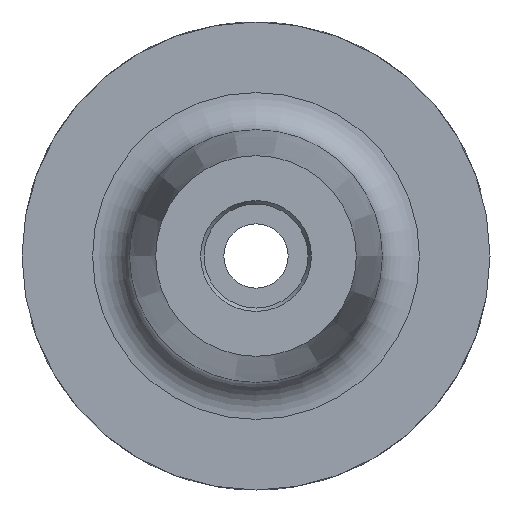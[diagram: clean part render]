
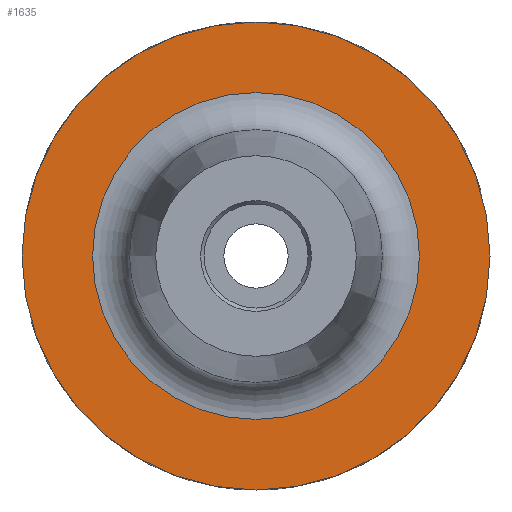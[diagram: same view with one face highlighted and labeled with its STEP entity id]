
A CAD part, left-side view. The second image highlights one B-rep face of the part: STEP entity #1635.
In plain terms, the highlighted planar face has unit normal (-1, 0, 0).
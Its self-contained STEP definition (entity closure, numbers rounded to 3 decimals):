
#141=FACE_BOUND('',#370,.T.);
#179=PLANE('',#1841);
#269=FACE_OUTER_BOUND('',#369,.T.);
#369=EDGE_LOOP('',(#1457,#1458));
#370=EDGE_LOOP('',(#1459,#1460));
#604=CIRCLE('',#1839,22.);
#605=CIRCLE('',#1840,22.);
#606=CIRCLE('',#1842,31.5);
#607=CIRCLE('',#1843,31.5);
#775=VERTEX_POINT('',#4040);
#776=VERTEX_POINT('',#4042);
#777=VERTEX_POINT('',#4046);
#778=VERTEX_POINT('',#4047);
#1022=EDGE_CURVE('',#776,#775,#604,.T.);
#1023=EDGE_CURVE('',#775,#776,#605,.T.);
#1024=EDGE_CURVE('',#777,#778,#606,.T.);
#1025=EDGE_CURVE('',#778,#777,#607,.T.);
#1457=ORIENTED_EDGE('',*,*,#1024,.F.);
#1458=ORIENTED_EDGE('',*,*,#1025,.F.);
#1459=ORIENTED_EDGE('',*,*,#1022,.T.);
#1460=ORIENTED_EDGE('',*,*,#1023,.T.);
#1635=ADVANCED_FACE('',(#269,#141),#179,.T.);
#1839=AXIS2_PLACEMENT_3D('',#4043,#2273,#2274);
#1840=AXIS2_PLACEMENT_3D('',#4044,#2275,#2276);
#1841=AXIS2_PLACEMENT_3D('',#4045,#2277,#2278);
#1842=AXIS2_PLACEMENT_3D('',#4048,#2279,#2280);
#1843=AXIS2_PLACEMENT_3D('',#4049,#2281,#2282);
#2273=DIRECTION('center_axis',(1.,0.,0.));
#2274=DIRECTION('ref_axis',(0.,1.,0.));
#2275=DIRECTION('center_axis',(1.,0.,0.));
#2276=DIRECTION('ref_axis',(0.,1.,0.));
#2277=DIRECTION('center_axis',(-1.,0.,0.));
#2278=DIRECTION('ref_axis',(0.,0.,1.));
#2279=DIRECTION('center_axis',(1.,0.,0.));
#2280=DIRECTION('ref_axis',(0.,1.,0.));
#2281=DIRECTION('center_axis',(1.,0.,0.));
#2282=DIRECTION('ref_axis',(0.,1.,0.));
#4040=CARTESIAN_POINT('',(-22.,0.,22.));
#4042=CARTESIAN_POINT('',(-22.,22.,0.));
#4043=CARTESIAN_POINT('Origin',(-22.,0.,0.));
#4044=CARTESIAN_POINT('Origin',(-22.,0.,0.));
#4045=CARTESIAN_POINT('Origin',(-22.,26.75,0.));
#4046=CARTESIAN_POINT('',(-22.,31.5,0.));
#4047=CARTESIAN_POINT('',(-22.,-31.5,0.));
#4048=CARTESIAN_POINT('Origin',(-22.,0.,0.));
#4049=CARTESIAN_POINT('Origin',(-22.,0.,0.));
